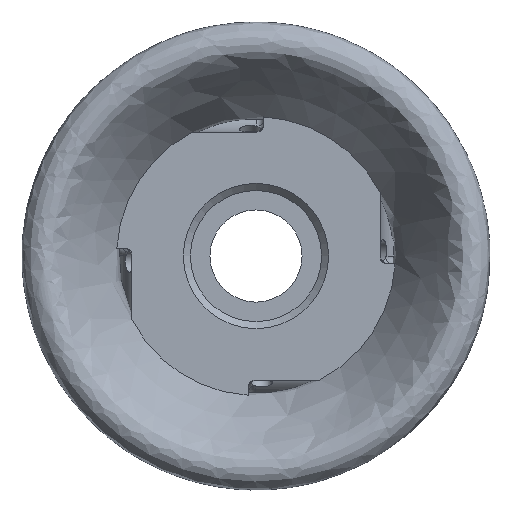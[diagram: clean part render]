
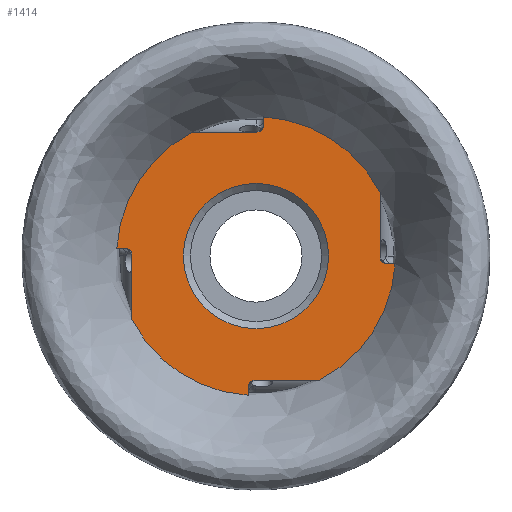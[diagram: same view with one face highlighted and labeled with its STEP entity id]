
A CAD part, left-side view. The second image highlights one B-rep face of the part: STEP entity #1414.
In plain terms, the highlighted planar face has unit normal (-1, 0, 0).
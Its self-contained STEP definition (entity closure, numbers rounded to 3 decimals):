
#97 = AXIS2_PLACEMENT_3D ( 'NONE', #2417, #5689, #4149 ) ;
#157 = VERTEX_POINT ( 'NONE', #573 ) ;
#193 = VERTEX_POINT ( 'NONE', #399 ) ;
#258 = VERTEX_POINT ( 'NONE', #1388 ) ;
#262 = EDGE_CURVE ( 'NONE', #5828, #193, #5114, .T. ) ;
#277 = CARTESIAN_POINT ( 'NONE',  ( 12.3, 8.966, 17.5 ) ) ;
#316 = ORIENTED_EDGE ( 'NONE', *, *, #3382, .F. ) ;
#373 = CARTESIAN_POINT ( 'NONE',  ( 12.3, 21.371, 17.5 ) ) ;
#398 = EDGE_CURVE ( 'NONE', #1017, #5828, #415, .T. ) ;
#399 = CARTESIAN_POINT ( 'NONE',  ( 12.3, -18.5, -1.1 ) ) ;
#415 = CIRCLE ( 'NONE', #97, 19.663 ) ;
#421 = CARTESIAN_POINT ( 'NONE',  ( 12.3, 17.5, 0.1 ) ) ;
#443 = LINE ( 'NONE', #2611, #6798 ) ;
#499 = DIRECTION ( 'NONE',  ( -1., 0., 0. ) ) ;
#521 = VERTEX_POINT ( 'NONE', #2186 ) ;
#538 = CARTESIAN_POINT ( 'NONE',  ( 12.3, 19.633, 1.1 ) ) ;
#573 = CARTESIAN_POINT ( 'NONE',  ( 12.3, 0.1, -17.5 ) ) ;
#739 = CARTESIAN_POINT ( 'NONE',  ( 12.3, 0., 0. ) ) ;
#773 = EDGE_CURVE ( 'NONE', #6380, #2682, #6277, .T. ) ;
#800 = FACE_OUTER_BOUND ( 'NONE', #3250, .T. ) ;
#827 = ORIENTED_EDGE ( 'NONE', *, *, #2426, .T. ) ;
#869 = CIRCLE ( 'NONE', #1316, 1. ) ;
#922 = VECTOR ( 'NONE', #2641, 1000. ) ;
#947 = CIRCLE ( 'NONE', #6355, 19.663 ) ;
#954 = EDGE_CURVE ( 'NONE', #521, #2705, #1415, .T. ) ;
#1017 = VERTEX_POINT ( 'NONE', #2220 ) ;
#1041 = LINE ( 'NONE', #373, #3858 ) ;
#1153 = DIRECTION ( 'NONE',  ( 0., 0., 1. ) ) ;
#1247 = EDGE_CURVE ( 'NONE', #2181, #258, #3734, .T. ) ;
#1271 = DIRECTION ( 'NONE',  ( 0., 0., 1. ) ) ;
#1292 = DIRECTION ( 'NONE',  ( 0., 0., 1. ) ) ;
#1316 = AXIS2_PLACEMENT_3D ( 'NONE', #3205, #3364, #3983 ) ;
#1384 = EDGE_CURVE ( 'NONE', #5844, #5650, #6561, .T. ) ;
#1388 = CARTESIAN_POINT ( 'NONE',  ( 12.3, -17.5, -0.1 ) ) ;
#1412 = ORIENTED_EDGE ( 'NONE', *, *, #2563, .F. ) ;
#1414 = ADVANCED_FACE ( 'NONE', ( #2222, #800 ), #2246, .F. ) ;
#1415 = LINE ( 'NONE', #1965, #5436 ) ;
#1497 = AXIS2_PLACEMENT_3D ( 'NONE', #2294, #2206, #2195 ) ;
#1573 = EDGE_CURVE ( 'NONE', #193, #258, #5566, .T. ) ;
#1596 = CARTESIAN_POINT ( 'NONE',  ( 12.3, -1.1, 19.633 ) ) ;
#1617 = CARTESIAN_POINT ( 'NONE',  ( 12.3, -19.633, -1.1 ) ) ;
#1636 = CARTESIAN_POINT ( 'NONE',  ( 12.3, -17.5, 8.966 ) ) ;
#1697 = DIRECTION ( 'NONE',  ( -1., 0., 0. ) ) ;
#1790 = ORIENTED_EDGE ( 'NONE', *, *, #954, .F. ) ;
#1965 = CARTESIAN_POINT ( 'NONE',  ( 12.3, 17.5, 0. ) ) ;
#1979 = CARTESIAN_POINT ( 'NONE',  ( 12.3, 1.1, -18.5 ) ) ;
#1991 = VERTEX_POINT ( 'NONE', #6346 ) ;
#2003 = DIRECTION ( 'NONE',  ( 0., -1., 0. ) ) ;
#2006 = AXIS2_PLACEMENT_3D ( 'NONE', #6333, #3191, #6862 ) ;
#2036 = CARTESIAN_POINT ( 'NONE',  ( 12.3, 0., 0. ) ) ;
#2129 = CARTESIAN_POINT ( 'NONE',  ( 12.3, -1.1, 18.5 ) ) ;
#2181 = VERTEX_POINT ( 'NONE', #1636 ) ;
#2186 = CARTESIAN_POINT ( 'NONE',  ( 12.3, 17.5, -8.966 ) ) ;
#2195 = DIRECTION ( 'NONE',  ( 0., 0., -1. ) ) ;
#2206 = DIRECTION ( 'NONE',  ( 1., 0., 0. ) ) ;
#2220 = CARTESIAN_POINT ( 'NONE',  ( 12.3, -8.966, -17.5 ) ) ;
#2222 = FACE_BOUND ( 'NONE', #3535, .T. ) ;
#2246 = PLANE ( 'NONE',  #1497 ) ;
#2294 = CARTESIAN_POINT ( 'NONE',  ( 12.3, 21.371, 0. ) ) ;
#2347 = VERTEX_POINT ( 'NONE', #4143 ) ;
#2376 = EDGE_CURVE ( 'NONE', #5650, #157, #4988, .T. ) ;
#2417 = CARTESIAN_POINT ( 'NONE',  ( 12.3, 0., 0. ) ) ;
#2426 = EDGE_CURVE ( 'NONE', #2601, #2347, #3440, .T. ) ;
#2563 = EDGE_CURVE ( 'NONE', #4522, #1991, #1041, .T. ) ;
#2601 = VERTEX_POINT ( 'NONE', #538 ) ;
#2611 = CARTESIAN_POINT ( 'NONE',  ( 12.3, 21.371, -17.5 ) ) ;
#2641 = DIRECTION ( 'NONE',  ( 0., 1., 0. ) ) ;
#2679 = AXIS2_PLACEMENT_3D ( 'NONE', #739, #4463, #1271 ) ;
#2682 = VERTEX_POINT ( 'NONE', #2129 ) ;
#2705 = VERTEX_POINT ( 'NONE', #421 ) ;
#2715 = ORIENTED_EDGE ( 'NONE', *, *, #398, .T. ) ;
#2792 = CARTESIAN_POINT ( 'NONE',  ( 12.3, 1.1, 0. ) ) ;
#2804 = DIRECTION ( 'NONE',  ( 0., 0., 1. ) ) ;
#2811 = CARTESIAN_POINT ( 'NONE',  ( 12.3, 21.371, -1.1 ) ) ;
#2856 = EDGE_CURVE ( 'NONE', #2347, #2705, #869, .T. ) ;
#2981 = ORIENTED_EDGE ( 'NONE', *, *, #1573, .T. ) ;
#2990 = ORIENTED_EDGE ( 'NONE', *, *, #5046, .T. ) ;
#2997 = EDGE_CURVE ( 'NONE', #6138, #6138, #6713, .T. ) ;
#3191 = DIRECTION ( 'NONE',  ( 1., 0., 0. ) ) ;
#3205 = CARTESIAN_POINT ( 'NONE',  ( 12.3, 18.5, 0.1 ) ) ;
#3213 = DIRECTION ( 'NONE',  ( 0., 0., -1. ) ) ;
#3250 = EDGE_LOOP ( 'NONE', ( #5597, #2990, #3780, #6345, #1412, #3586, #827, #5374, #1790, #5028, #3251, #4720, #316, #2715, #3891, #2981 ) ) ;
#3251 = ORIENTED_EDGE ( 'NONE', *, *, #1384, .T. ) ;
#3257 = DIRECTION ( 'NONE',  ( 0., 0., -1. ) ) ;
#3364 = DIRECTION ( 'NONE',  ( 1., 0., 0. ) ) ;
#3368 = CIRCLE ( 'NONE', #2679, 19.663 ) ;
#3382 = EDGE_CURVE ( 'NONE', #1017, #157, #443, .T. ) ;
#3394 = CARTESIAN_POINT ( 'NONE',  ( 12.3, -17.5, 0. ) ) ;
#3440 = LINE ( 'NONE', #5003, #4516 ) ;
#3535 = EDGE_LOOP ( 'NONE', ( #5791 ) ) ;
#3586 = ORIENTED_EDGE ( 'NONE', *, *, #4361, .T. ) ;
#3635 = AXIS2_PLACEMENT_3D ( 'NONE', #4850, #1697, #1153 ) ;
#3677 = CARTESIAN_POINT ( 'NONE',  ( 12.3, 0., 0. ) ) ;
#3734 = LINE ( 'NONE', #3394, #6182 ) ;
#3780 = ORIENTED_EDGE ( 'NONE', *, *, #773, .T. ) ;
#3846 = EDGE_CURVE ( 'NONE', #521, #5844, #947, .T. ) ;
#3858 = VECTOR ( 'NONE', #2003, 1000. ) ;
#3891 = ORIENTED_EDGE ( 'NONE', *, *, #262, .T. ) ;
#3983 = DIRECTION ( 'NONE',  ( 0., 0., -1. ) ) ;
#3987 = DIRECTION ( 'NONE',  ( -1., 0., 0. ) ) ;
#4079 = AXIS2_PLACEMENT_3D ( 'NONE', #4525, #4538, #4567 ) ;
#4143 = CARTESIAN_POINT ( 'NONE',  ( 12.3, 18.5, 1.1 ) ) ;
#4149 = DIRECTION ( 'NONE',  ( 0., 0., 1. ) ) ;
#4227 = DIRECTION ( 'NONE',  ( 0., 0., 1. ) ) ;
#4361 = EDGE_CURVE ( 'NONE', #4522, #2601, #5319, .T. ) ;
#4463 = DIRECTION ( 'NONE',  ( -1., 0., 0. ) ) ;
#4516 = VECTOR ( 'NONE', #4836, 1000. ) ;
#4522 = VERTEX_POINT ( 'NONE', #277 ) ;
#4525 = CARTESIAN_POINT ( 'NONE',  ( 12.3, 0.1, -18.5 ) ) ;
#4538 = DIRECTION ( 'NONE',  ( 1., 0., 0. ) ) ;
#4567 = DIRECTION ( 'NONE',  ( 0., 0., -1. ) ) ;
#4720 = ORIENTED_EDGE ( 'NONE', *, *, #2376, .T. ) ;
#4836 = DIRECTION ( 'NONE',  ( 0., -1., 0. ) ) ;
#4850 = CARTESIAN_POINT ( 'NONE',  ( 12.3, 0., 0. ) ) ;
#4854 = AXIS2_PLACEMENT_3D ( 'NONE', #2036, #3987, #6595 ) ;
#4872 = VECTOR ( 'NONE', #3257, 1000. ) ;
#4988 = CIRCLE ( 'NONE', #4079, 1. ) ;
#5003 = CARTESIAN_POINT ( 'NONE',  ( 12.3, 21.371, 1.1 ) ) ;
#5028 = ORIENTED_EDGE ( 'NONE', *, *, #3846, .T. ) ;
#5046 = EDGE_CURVE ( 'NONE', #2181, #6380, #3368, .T. ) ;
#5114 = LINE ( 'NONE', #2811, #922 ) ;
#5161 = VECTOR ( 'NONE', #2804, 1000. ) ;
#5210 = DIRECTION ( 'NONE',  ( 0., 1., 0. ) ) ;
#5319 = CIRCLE ( 'NONE', #3635, 19.663 ) ;
#5370 = AXIS2_PLACEMENT_3D ( 'NONE', #6244, #6230, #6214 ) ;
#5374 = ORIENTED_EDGE ( 'NONE', *, *, #2856, .T. ) ;
#5392 = CIRCLE ( 'NONE', #2006, 1. ) ;
#5436 = VECTOR ( 'NONE', #1292, 1000. ) ;
#5566 = CIRCLE ( 'NONE', #5370, 1. ) ;
#5597 = ORIENTED_EDGE ( 'NONE', *, *, #1247, .F. ) ;
#5650 = VERTEX_POINT ( 'NONE', #1979 ) ;
#5689 = DIRECTION ( 'NONE',  ( -1., 0., 0. ) ) ;
#5791 = ORIENTED_EDGE ( 'NONE', *, *, #2997, .F. ) ;
#5828 = VERTEX_POINT ( 'NONE', #1617 ) ;
#5844 = VERTEX_POINT ( 'NONE', #6373 ) ;
#5955 = CARTESIAN_POINT ( 'NONE',  ( 12.3, 0., 10.25 ) ) ;
#6138 = VERTEX_POINT ( 'NONE', #5955 ) ;
#6182 = VECTOR ( 'NONE', #3213, 1000. ) ;
#6214 = DIRECTION ( 'NONE',  ( 0., 0., -1. ) ) ;
#6230 = DIRECTION ( 'NONE',  ( 1., 0., 0. ) ) ;
#6244 = CARTESIAN_POINT ( 'NONE',  ( 12.3, -18.5, -0.1 ) ) ;
#6277 = LINE ( 'NONE', #6630, #4872 ) ;
#6333 = CARTESIAN_POINT ( 'NONE',  ( 12.3, -0.1, 18.5 ) ) ;
#6335 = EDGE_CURVE ( 'NONE', #2682, #1991, #5392, .T. ) ;
#6345 = ORIENTED_EDGE ( 'NONE', *, *, #6335, .T. ) ;
#6346 = CARTESIAN_POINT ( 'NONE',  ( 12.3, -0.1, 17.5 ) ) ;
#6355 = AXIS2_PLACEMENT_3D ( 'NONE', #3677, #499, #4227 ) ;
#6373 = CARTESIAN_POINT ( 'NONE',  ( 12.3, 1.1, -19.633 ) ) ;
#6380 = VERTEX_POINT ( 'NONE', #1596 ) ;
#6561 = LINE ( 'NONE', #2792, #5161 ) ;
#6595 = DIRECTION ( 'NONE',  ( 0., 0., 1. ) ) ;
#6630 = CARTESIAN_POINT ( 'NONE',  ( 12.3, -1.1, 0. ) ) ;
#6713 = CIRCLE ( 'NONE', #4854, 10.25 ) ;
#6798 = VECTOR ( 'NONE', #5210, 1000. ) ;
#6862 = DIRECTION ( 'NONE',  ( 0., 0., -1. ) ) ;
